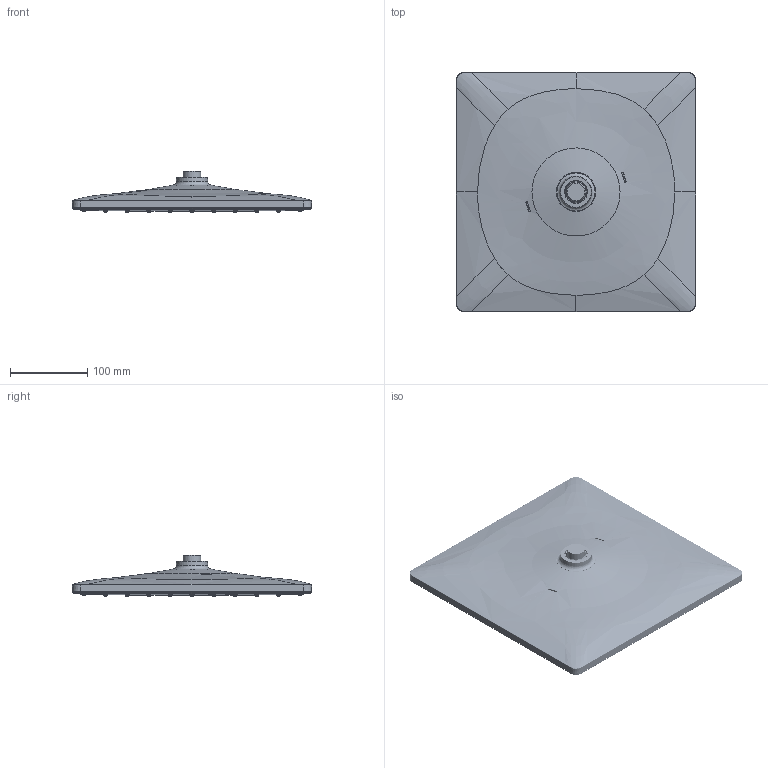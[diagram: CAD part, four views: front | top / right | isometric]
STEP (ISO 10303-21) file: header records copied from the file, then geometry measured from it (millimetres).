
FILE_DESCRIPTION(/* description */ ('Unknown'),/* implementation_level */ '2;1');
FILE_NAME(/* name */ '26567000',/* time_stamp */ '2022-09-08T15:30:36+02:00',/* author */ ('Unknown'),/* organization */ ('GROHE AG'),/* preprocessor_version */ 'ST-DEVELOPER v16.7',/* originating_system */ 'DEX',/* authorisation */ $);
FILE_SCHEMA (('AUTOMOTIVE_DESIGN {1 0 10303 214 3 1 1}'));
Length unit declared in the file: millimetre
Products named in the file (7): 26567000; id44; 20161121_SQUARE_LOZENGE_NOZZLES_RADIUS; 20161121_SQUARE_SPRAYFACE_RADIUS; 30.4074.00000 for customer open; EXTRUDE#636
Assembly tree (6 placements, depth 2):
  26567000
    26567000
    id44
    20161121_SQUARE_LOZENGE_NOZZLES_RADIUS
    20161121_SQUARE_SPRAYFACE_RADIUS
    30.4074.00000 for customer open
    EXTRUDE#636
Bounding box: 310 x 310 x 53.77 mm (x, y, z)
Volume: 13876.2 mm3; surface area: 353505.3 mm2
Topology: 1 solids, 279 shells, 1068 faces, 5785 edges, 4870 vertices
Faces by surface type: bspline 740, cylinder 151, plane 127, cone 25, torus 24, sphere 1
Full cylindrical faces by diameter (mm): 1.2 x12, 4 x120, 23 x1, 30 x1, 50.2 x1
Entity records: 100945 total; most frequent: CARTESIAN_POINT 65179, ORIENTED_EDGE 5795, EDGE_CURVE 4672, DIRECTION 4509, VERTEX_POINT 4334, EDGE_LOOP 2250, FACE_BOUND 2250, B_SPLINE_CURVE_WITH_KNOTS 2209
